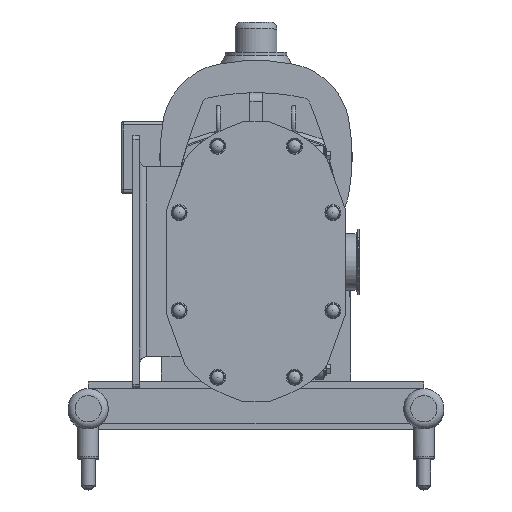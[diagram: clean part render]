
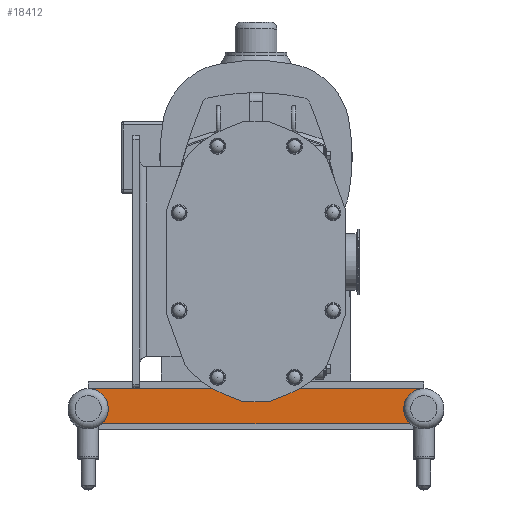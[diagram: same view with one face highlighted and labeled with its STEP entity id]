
A CAD part, top view. The second image highlights one B-rep face of the part: STEP entity #18412.
In plain terms, the highlighted planar face has unit normal (0, 0, 1).
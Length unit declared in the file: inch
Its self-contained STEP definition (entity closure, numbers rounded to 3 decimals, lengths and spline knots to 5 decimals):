
#929=PLANE('',#20206);
#2500=LINE('',#34086,#3848);
#2503=LINE('',#34094,#3851);
#2505=LINE('',#34098,#3853);
#2506=LINE('',#34100,#3854);
#3848=VECTOR('',#25061,0.3937);
#3851=VECTOR('',#25070,0.3937);
#3853=VECTOR('',#25074,0.3937);
#3854=VECTOR('',#25077,0.3937);
#5090=FACE_OUTER_BOUND('',#6205,.T.);
#6205=EDGE_LOOP('',(#16930,#16931,#16932,#16933,#16934,#16935));
#7087=CIRCLE('',#20200,1.44);
#7088=CIRCLE('',#20203,1.44);
#9105=VERTEX_POINT('',#34078);
#9106=VERTEX_POINT('',#34080);
#9107=VERTEX_POINT('',#34084);
#9108=VERTEX_POINT('',#34088);
#9109=VERTEX_POINT('',#34092);
#9110=VERTEX_POINT('',#34096);
#11746=EDGE_CURVE('',#9106,#9105,#7087,.T.);
#11749=EDGE_CURVE('',#9105,#9107,#2500,.T.);
#11751=EDGE_CURVE('',#9107,#9108,#7088,.T.);
#11753=EDGE_CURVE('',#9108,#9109,#2503,.T.);
#11755=EDGE_CURVE('',#9110,#9106,#2505,.T.);
#11756=EDGE_CURVE('',#9109,#9110,#2506,.T.);
#16930=ORIENTED_EDGE('',*,*,#11756,.T.);
#16931=ORIENTED_EDGE('',*,*,#11755,.T.);
#16932=ORIENTED_EDGE('',*,*,#11746,.T.);
#16933=ORIENTED_EDGE('',*,*,#11749,.T.);
#16934=ORIENTED_EDGE('',*,*,#11751,.T.);
#16935=ORIENTED_EDGE('',*,*,#11753,.T.);
#18412=ADVANCED_FACE('',(#5090),#929,.T.);
#20200=AXIS2_PLACEMENT_3D('',#34081,#25055,#25056);
#20203=AXIS2_PLACEMENT_3D('',#34090,#25065,#25066);
#20206=AXIS2_PLACEMENT_3D('',#34099,#25075,#25076);
#25055=DIRECTION('center_axis',(0.,0.,
-1.));
#25056=DIRECTION('ref_axis',(0.677,-0.736,0.));
#25061=DIRECTION('',(1.,0.,0.));
#25065=DIRECTION('center_axis',(0.,0.,
-1.));
#25066=DIRECTION('ref_axis',(-0.347,0.938,0.));
#25070=DIRECTION('',(0.,1.,0.));
#25074=DIRECTION('',(0.,-1.,0.));
#25075=DIRECTION('center_axis',(0.,0.,
1.));
#25076=DIRECTION('ref_axis',(1.,0.,0.));
#25077=DIRECTION('',(-1.,0.,0.));
#34078=CARTESIAN_POINT('',(-11.02782,-11.5595,-12.446));
#34080=CARTESIAN_POINT('',(-11.5025,-9.14909,-12.446));
#34081=CARTESIAN_POINT('Origin',(-12.0025,-10.4995,-12.446));
#34084=CARTESIAN_POINT('',(11.02282,-11.5595,-12.446));
#34086=CARTESIAN_POINT('',(11.02282,-11.5595,-12.446));
#34088=CARTESIAN_POINT('',(11.4975,-9.14909,-12.446));
#34090=CARTESIAN_POINT('Origin',(11.9975,-10.4995,-12.446));
#34092=CARTESIAN_POINT('',(11.4975,-9.062,-12.446));
#34094=CARTESIAN_POINT('',(11.4975,-9.0595,-12.446));
#34096=CARTESIAN_POINT('',(-11.5025,-9.062,-12.446));
#34098=CARTESIAN_POINT('',(-11.5025,-9.14909,-12.446));
#34099=CARTESIAN_POINT('Origin',(-0.0025,-10.27749,
-12.446));
#34100=CARTESIAN_POINT('',(-0.0025,-9.062,-12.446));
